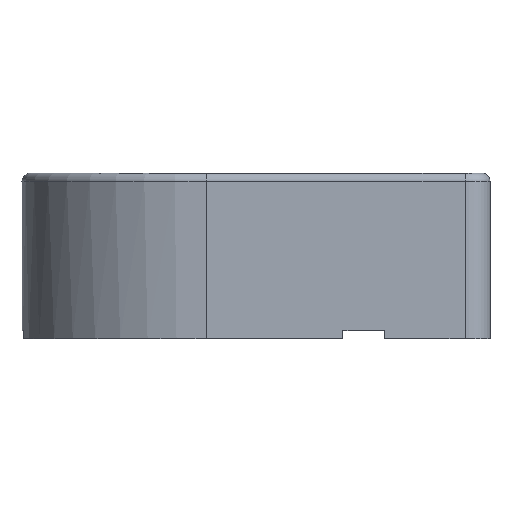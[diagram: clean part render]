
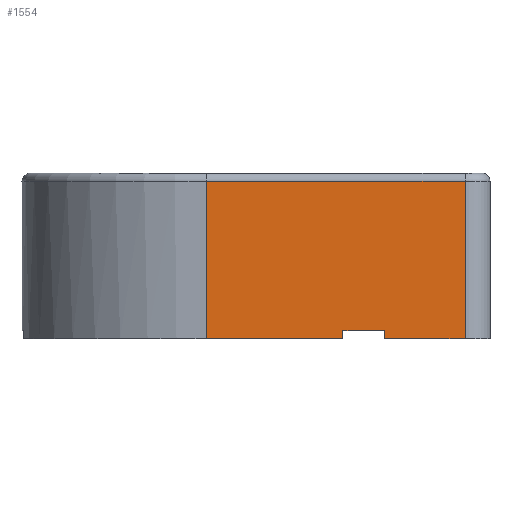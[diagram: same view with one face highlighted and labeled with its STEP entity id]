
A CAD part, front view. The second image highlights one B-rep face of the part: STEP entity #1554.
In plain terms, the highlighted planar face has unit normal (0, -1, 0).
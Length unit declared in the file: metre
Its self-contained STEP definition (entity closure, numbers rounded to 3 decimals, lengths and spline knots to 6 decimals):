
#232=ORIENTED_EDGE('',*,*,#671,.T.);
#233=ORIENTED_EDGE('',*,*,#672,.T.);
#234=ORIENTED_EDGE('',*,*,#653,.T.);
#235=ORIENTED_EDGE('',*,*,#673,.T.);
#236=ORIENTED_EDGE('',*,*,#669,.F.);
#237=ORIENTED_EDGE('',*,*,#674,.T.);
#238=ORIENTED_EDGE('',*,*,#675,.T.);
#239=ORIENTED_EDGE('',*,*,#676,.T.);
#653=EDGE_CURVE('',#875,#876,#1011,.T.);
#669=EDGE_CURVE('',#885,#886,#1021,.T.);
#671=EDGE_CURVE('',#887,#888,#1023,.F.);
#672=EDGE_CURVE('',#888,#875,#1024,.F.);
#673=EDGE_CURVE('',#876,#886,#1025,.T.);
#674=EDGE_CURVE('',#885,#889,#1026,.T.);
#675=EDGE_CURVE('',#889,#890,#1027,.T.);
#676=EDGE_CURVE('',#890,#887,#1028,.T.);
#875=VERTEX_POINT('',#2412);
#876=VERTEX_POINT('',#2413);
#885=VERTEX_POINT('',#2442);
#886=VERTEX_POINT('',#2444);
#887=VERTEX_POINT('',#2448);
#888=VERTEX_POINT('',#2449);
#889=VERTEX_POINT('',#2453);
#890=VERTEX_POINT('',#2455);
#1011=LINE('',#2411,#1174);
#1021=LINE('',#2443,#1184);
#1023=LINE('',#2447,#1186);
#1024=LINE('',#2450,#1187);
#1025=LINE('',#2451,#1188);
#1026=LINE('',#2452,#1189);
#1027=LINE('',#2454,#1190);
#1028=LINE('',#2456,#1191);
#1174=VECTOR('',#1915,1.);
#1184=VECTOR('',#1947,1.);
#1186=VECTOR('',#1951,1.);
#1187=VECTOR('',#1952,1.);
#1188=VECTOR('',#1953,1.);
#1189=VECTOR('',#1954,1.);
#1190=VECTOR('',#1955,1.);
#1191=VECTOR('',#1956,1.);
#1309=EDGE_LOOP('',(#232,#233,#234,#235,#236,#237,#238,#239));
#1409=FACE_BOUND('',#1309,.T.);
#1499=PLANE('',#1684);
#1554=ADVANCED_FACE('',(#1409),#1499,.F.);
#1684=AXIS2_PLACEMENT_3D('',#2446,#1949,#1950);
#1915=DIRECTION('',(0.,0.,-1.));
#1947=DIRECTION('',(0.,0.,-1.));
#1949=DIRECTION('',(0.,1.,0.));
#1950=DIRECTION('',(-1.,0.,0.));
#1951=DIRECTION('',(0.,0.,-1.));
#1952=DIRECTION('',(1.,0.,0.));
#1953=DIRECTION('',(1.,0.,0.));
#1954=DIRECTION('',(1.,0.,0.));
#1955=DIRECTION('',(0.,0.,-1.));
#1956=DIRECTION('',(1.,0.,0.));
#2411=CARTESIAN_POINT('',(-0.054701,-0.020171,0.002));
#2412=CARTESIAN_POINT('',(-0.054701,-0.020171,0.019));
#2413=CARTESIAN_POINT('',(-0.054701,-0.020171,0.));
#2442=CARTESIAN_POINT('',(-0.038201,-0.020171,0.001));
#2443=CARTESIAN_POINT('',(-0.038201,-0.020171,0.002));
#2444=CARTESIAN_POINT('',(-0.038201,-0.020171,0.));
#2446=CARTESIAN_POINT('',(-0.046451,-0.020171,0.002));
#2447=CARTESIAN_POINT('',(-0.023451,-0.020171,0.002));
#2448=CARTESIAN_POINT('',(-0.023451,-0.020171,0.));
#2449=CARTESIAN_POINT('',(-0.023451,-0.020171,0.019));
#2450=CARTESIAN_POINT('',(-0.054701,-0.020171,0.019));
#2451=CARTESIAN_POINT('',(-0.046451,-0.020171,0.));
#2452=CARTESIAN_POINT('',(-0.035701,-0.020171,0.001));
#2453=CARTESIAN_POINT('',(-0.033201,-0.020171,0.001));
#2454=CARTESIAN_POINT('',(-0.033201,-0.020171,0.002));
#2455=CARTESIAN_POINT('',(-0.033201,-0.020171,0.));
#2456=CARTESIAN_POINT('',(-0.026826,-0.020171,0.));
